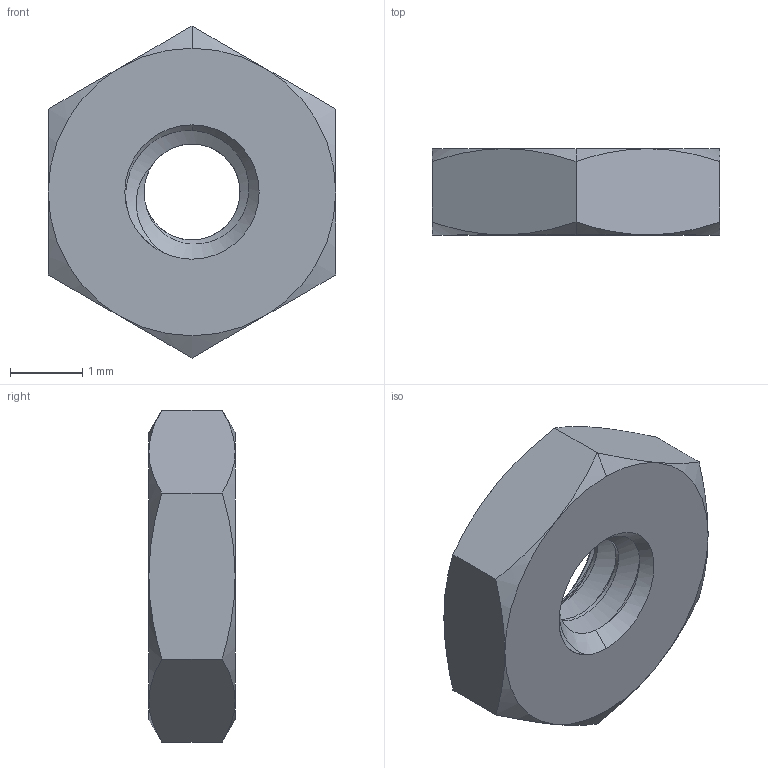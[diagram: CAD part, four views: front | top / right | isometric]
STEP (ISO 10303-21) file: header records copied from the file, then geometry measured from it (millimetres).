
FILE_DESCRIPTION (( 'STEP AP203' ), '1' );
FILE_NAME ('91841A125.step', '2015-02-23T17:37:49', ( '' ), ( '' ), 'SwSTEP 2.0', 'SolidWorks 2010', '' );
FILE_SCHEMA (( 'CONFIG_CONTROL_DESIGN' ));
Length unit declared in the file: inch
Products named in the file (1): 91841A125
Bounding box: 3.97 x 1.19 x 4.58 mm (x, y, z)
Volume: 13.6 mm3; surface area: 47.2 mm2
Topology: 1 solids, 1 shells, 38 faces, 89 edges, 53 vertices
Faces by surface type: cone 20, plane 8, cylinder 7, bspline 3
Entity records: 1610 total; most frequent: CARTESIAN_POINT 773, ORIENTED_EDGE 178, DIRECTION 132, EDGE_CURVE 89, AXIS2_PLACEMENT_3D 57, VERTEX_POINT 53, EDGE_LOOP 40, ADVANCED_FACE 38
